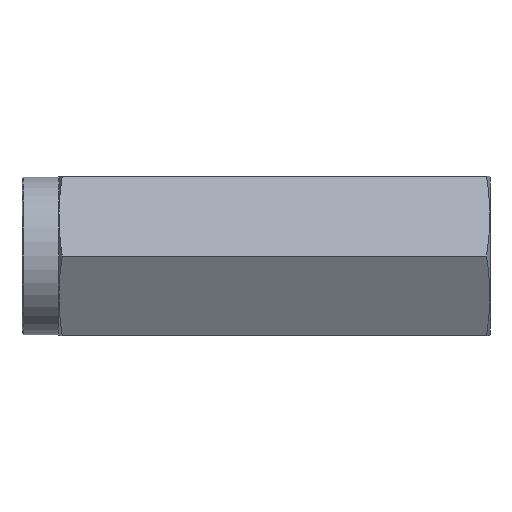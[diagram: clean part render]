
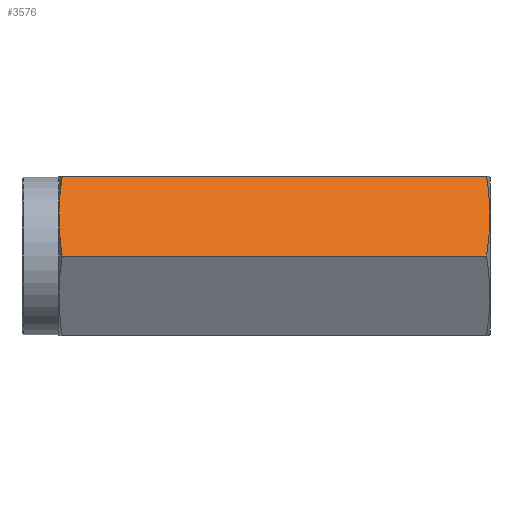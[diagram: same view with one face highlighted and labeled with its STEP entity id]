
A CAD part, front view. The second image highlights one B-rep face of the part: STEP entity #3576.
In plain terms, the highlighted planar face has unit normal (0, -0.866, 0.5).
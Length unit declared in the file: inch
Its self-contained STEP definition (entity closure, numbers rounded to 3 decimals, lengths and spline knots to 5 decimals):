
#2906=CARTESIAN_POINT('',(0.41069,-0.4691,0.8125));
#2907=VERTEX_POINT('',#2906);
#2921=CARTESIAN_POINT('',(4.74431,-0.4691,0.8125));
#2922=VERTEX_POINT('',#2921);
#2923=CARTESIAN_POINT('',(0.41069,-0.4691,0.8125));
#2924=DIRECTION('',(1.0,0.0,0.0));
#2925=VECTOR('',#2924,4.33362);
#2926=LINE('',#2923,#2925);
#2927=EDGE_CURVE('',#2907,#2922,#2926,.T.);
#3395=CARTESIAN_POINT('',(0.41069,-0.93819,0.));
#3396=VERTEX_POINT('',#3395);
#3410=CARTESIAN_POINT('',(0.41069,-0.4691,0.8125));
#3411=CARTESIAN_POINT('',(0.34784,-0.70365,0.40625));
#3412=CARTESIAN_POINT('',(0.41069,-0.93819,0.));
#3420=(BOUNDED_CURVE()B_SPLINE_CURVE(2,(#3410,#3411,#3412),.UNSPECIFIED.,.F.,.U.)B_SPLINE_CURVE_WITH_KNOTS((3,3),(0.81017,3.53398),.UNSPECIFIED.)CURVE()GEOMETRIC_REPRESENTATION_ITEM()RATIONAL_B_SPLINE_CURVE((1.136,1.311,1.136))REPRESENTATION_ITEM(''));
#3421=EDGE_CURVE('',#2907,#3396,#3420,.T.);
#3509=CARTESIAN_POINT('',(4.74431,-0.93819,0.));
#3510=VERTEX_POINT('',#3509);
#3511=CARTESIAN_POINT('',(4.74431,-0.93819,0.));
#3512=CARTESIAN_POINT('',(4.80716,-0.70365,0.40625));
#3513=CARTESIAN_POINT('',(4.74431,-0.4691,0.8125));
#3521=(BOUNDED_CURVE()B_SPLINE_CURVE(2,(#3511,#3512,#3513),.UNSPECIFIED.,.F.,.U.)B_SPLINE_CURVE_WITH_KNOTS((3,3),(1.34372,4.35023),.UNSPECIFIED.)CURVE()GEOMETRIC_REPRESENTATION_ITEM()RATIONAL_B_SPLINE_CURVE((1.25,1.444,1.25))REPRESENTATION_ITEM(''));
#3522=EDGE_CURVE('',#3510,#2922,#3521,.T.);
#3560=CARTESIAN_POINT('',(0.0,-0.93819,0.));
#3561=DIRECTION('',(0.0,-0.866,0.5));
#3562=DIRECTION('',(0.0,-0.5,-0.866));
#3563=AXIS2_PLACEMENT_3D('',#3560,#3561,#3562);
#3564=PLANE('',#3563);
#3565=ORIENTED_EDGE('',*,*,#3421,.T.);
#3566=CARTESIAN_POINT('',(0.41069,-0.93819,0.));
#3567=DIRECTION('',(1.0,0.0,0.0));
#3568=VECTOR('',#3567,4.33362);
#3569=LINE('',#3566,#3568);
#3570=EDGE_CURVE('',#3396,#3510,#3569,.T.);
#3571=ORIENTED_EDGE('',*,*,#3570,.T.);
#3572=ORIENTED_EDGE('',*,*,#3522,.T.);
#3573=ORIENTED_EDGE('',*,*,#2927,.F.);
#3574=EDGE_LOOP('',(#3565,#3571,#3572,#3573));
#3575=FACE_OUTER_BOUND('',#3574,.T.);
#3576=ADVANCED_FACE('',(#3575),#3564,.T.);
